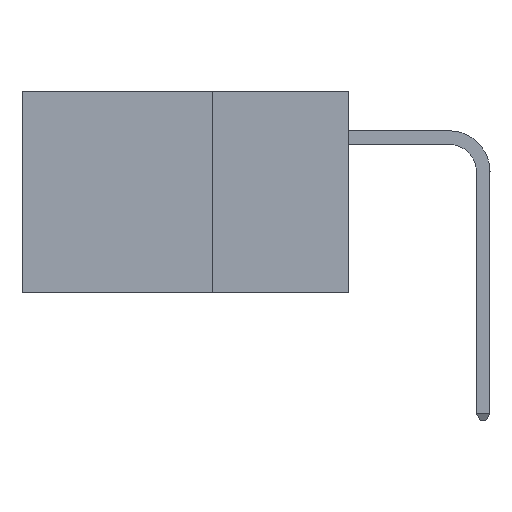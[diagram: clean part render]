
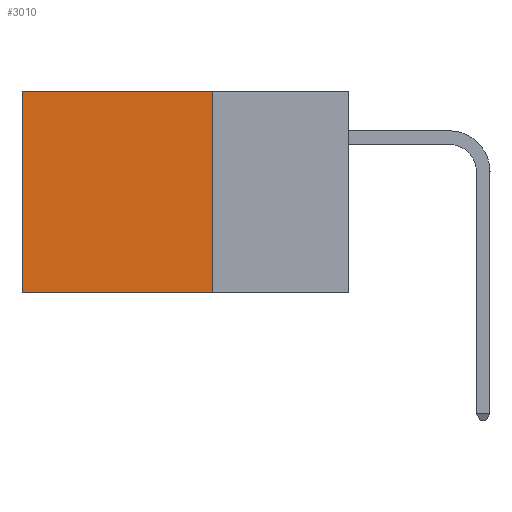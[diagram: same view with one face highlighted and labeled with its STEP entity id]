
A CAD part, left-side view. The second image highlights one B-rep face of the part: STEP entity #3010.
In plain terms, the highlighted planar face has unit normal (-1, 0, 0).
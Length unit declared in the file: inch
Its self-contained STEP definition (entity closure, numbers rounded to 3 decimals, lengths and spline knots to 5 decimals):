
#720 = CARTESIAN_POINT ( 'NONE',  ( 0.2875, 0.25, -0.37 ) ) ;
#1424 = DIRECTION ( 'NONE',  ( 1., 0., 0. ) ) ;
#2324 = ORIENTED_EDGE ( 'NONE', *, *, #13355, .T. ) ;
#2526 = ORIENTED_EDGE ( 'NONE', *, *, #11850, .F. ) ;
#2784 = CARTESIAN_POINT ( 'NONE',  ( 0.2875, 0.6, -0.37 ) ) ;
#3010 = ADVANCED_FACE ( 'NONE', ( #11457 ), #15065, .F. ) ;
#3101 = CARTESIAN_POINT ( 'NONE',  ( 0.2875, 0.6, 0. ) ) ;
#3549 = VERTEX_POINT ( 'NONE', #14901 ) ;
#4322 = EDGE_LOOP ( 'NONE', ( #2324, #12500, #2526, #13033 ) ) ;
#4783 = DIRECTION ( 'NONE',  ( 0., 1., 0. ) ) ;
#6907 = LINE ( 'NONE', #720, #10233 ) ;
#7034 = VECTOR ( 'NONE', #4783, 39.37008 ) ;
#7500 = CARTESIAN_POINT ( 'NONE',  ( 0.2875, 0.25, 0. ) ) ;
#7626 = DIRECTION ( 'NONE',  ( 0., 0., -1. ) ) ;
#8420 = VECTOR ( 'NONE', #14200, 39.37008 ) ;
#9775 = VERTEX_POINT ( 'NONE', #2784 ) ;
#9866 = VECTOR ( 'NONE', #7626, 39.37008 ) ;
#10223 = VERTEX_POINT ( 'NONE', #7500 ) ;
#10233 = VECTOR ( 'NONE', #13341, 39.37008 ) ;
#10257 = DIRECTION ( 'NONE',  ( 0., 0., -1. ) ) ;
#10889 = VERTEX_POINT ( 'NONE', #11220 ) ;
#11220 = CARTESIAN_POINT ( 'NONE',  ( 0.2875, 0.25, -0.37 ) ) ;
#11457 = FACE_OUTER_BOUND ( 'NONE', #4322, .T. ) ;
#11728 = LINE ( 'NONE', #3101, #8420 ) ;
#11850 = EDGE_CURVE ( 'NONE', #10223, #10889, #15862, .T. ) ;
#12249 = EDGE_CURVE ( 'NONE', #10889, #9775, #6907, .T. ) ;
#12500 = ORIENTED_EDGE ( 'NONE', *, *, #12249, .F. ) ;
#13033 = ORIENTED_EDGE ( 'NONE', *, *, #14067, .T. ) ;
#13341 = DIRECTION ( 'NONE',  ( 0., 1., 0. ) ) ;
#13355 = EDGE_CURVE ( 'NONE', #3549, #9775, #11728, .T. ) ;
#14067 = EDGE_CURVE ( 'NONE', #10223, #3549, #15082, .T. ) ;
#14200 = DIRECTION ( 'NONE',  ( 0., 0., -1. ) ) ;
#14717 = AXIS2_PLACEMENT_3D ( 'NONE', #16206, #1424, #10257 ) ;
#14901 = CARTESIAN_POINT ( 'NONE',  ( 0.2875, 0.6, 0. ) ) ;
#15065 = PLANE ( 'NONE',  #14717 ) ;
#15082 = LINE ( 'NONE', #15691, #7034 ) ;
#15691 = CARTESIAN_POINT ( 'NONE',  ( 0.2875, 0.25, 0. ) ) ;
#15862 = LINE ( 'NONE', #16102, #9866 ) ;
#16102 = CARTESIAN_POINT ( 'NONE',  ( 0.2875, 0.25, 0. ) ) ;
#16206 = CARTESIAN_POINT ( 'NONE',  ( 0.2875, 0.25, 0. ) ) ;
